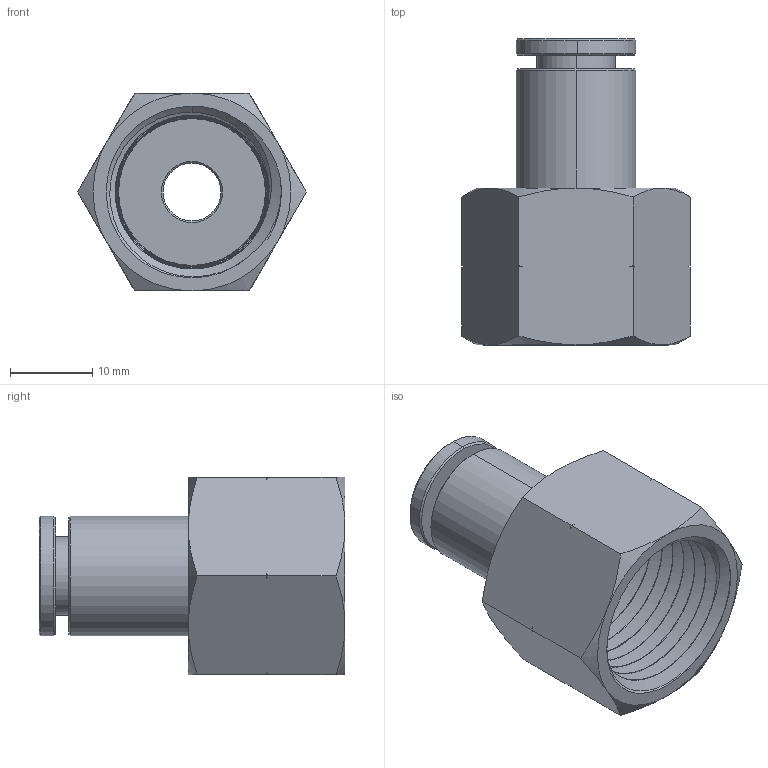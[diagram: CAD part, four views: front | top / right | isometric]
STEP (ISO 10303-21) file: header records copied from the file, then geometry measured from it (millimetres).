
FILE_DESCRIPTION (( 'STEP AP214' ), '1' );
FILE_NAME ('FCS5-16N1-2W.STEP', '2018-07-30T15:51:53', ( '' ), ( '' ), 'SwSTEP 2.0', 'SolidWorks 2016', '' );
FILE_SCHEMA (( 'AUTOMOTIVE_DESIGN' ));
Length unit declared in the file: millimetre
Products named in the file (1): FCS5-16N1-2W
Bounding box: 27.71 x 37.1 x 24 mm (x, y, z)
Volume: 6348.4 mm3; surface area: 7467.3 mm2
Topology: 6 solids, 6 shells, 423 faces, 1362 edges, 956 vertices
Faces by surface type: cone 166, plane 155, cylinder 62, bspline 38, torus 2
Entity records: 27898 total; most frequent: CARTESIAN_POINT 12186, ORIENTED_EDGE 2724, DIRECTION 1802, EDGE_CURVE 1362, VERTEX_POINT 956, AXIS2_PLACEMENT_3D 746, B_SPLINE_CURVE_WITH_KNOTS 692, EDGE_LOOP 440
